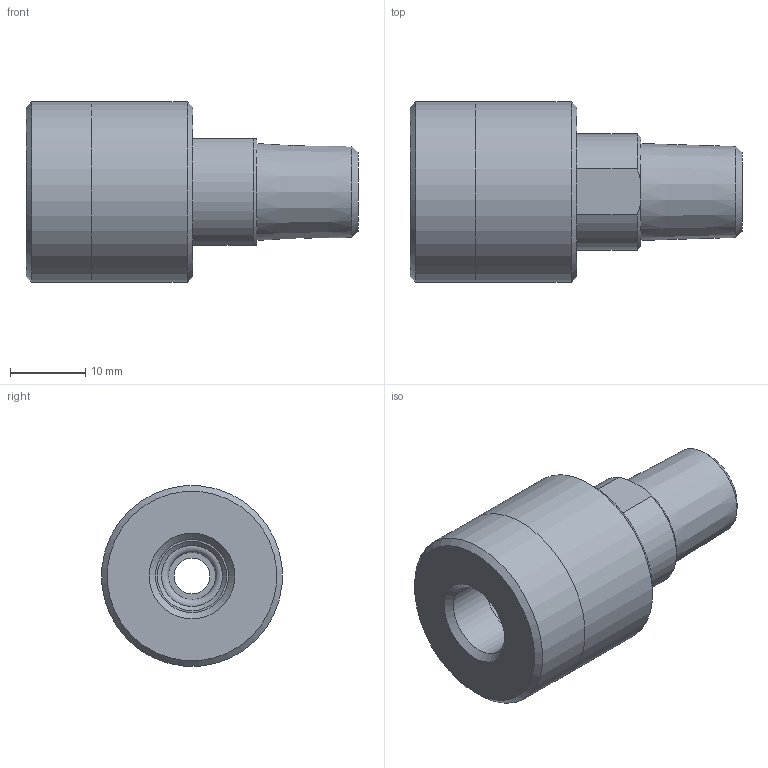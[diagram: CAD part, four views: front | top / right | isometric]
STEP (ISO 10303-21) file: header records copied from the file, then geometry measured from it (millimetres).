
FILE_DESCRIPTION(/* description */ (''),/* implementation_level */ '2;1');
FILE_NAME(/* name */ 'MET04A042B CAD.stp',/* time_stamp */ '2020-09-29T15:42:11-05:00',/* author */ ('scott.gulden'),/* organization */ ('FasTest,Inc.'),/* preprocessor_version */ 'ST-DEVELOPER v17.2',/* originating_system */ 'Autodesk Inventor 2019',/* authorisation */ '');
FILE_SCHEMA (('AUTOMOTIVE_DESIGN { 1 0 10303 214 3 1 1 }'));
Length unit declared in the file: inch
Products named in the file (1): MET04A042B CAD
Bounding box: 44.25 x 24.05 x 24.05 mm (x, y, z)
Volume: 11948 mm3; surface area: 4328.3 mm2
Topology: 1 solids, 1 shells, 27 faces, 69 edges, 50 vertices
Faces by surface type: plane 10, cylinder 8, cone 8, torus 1
Full cylindrical faces by diameter (mm): 4.762 x1, 9.195 x1, 9.728 x1, 11.938 x1, 24.13 x2
Entity records: 948 total; most frequent: DIRECTION 166, CARTESIAN_POINT 155, ORIENTED_EDGE 138, AXIS2_PLACEMENT_3D 73, EDGE_CURVE 69, VERTEX_POINT 50, CIRCLE 45, EDGE_LOOP 35
